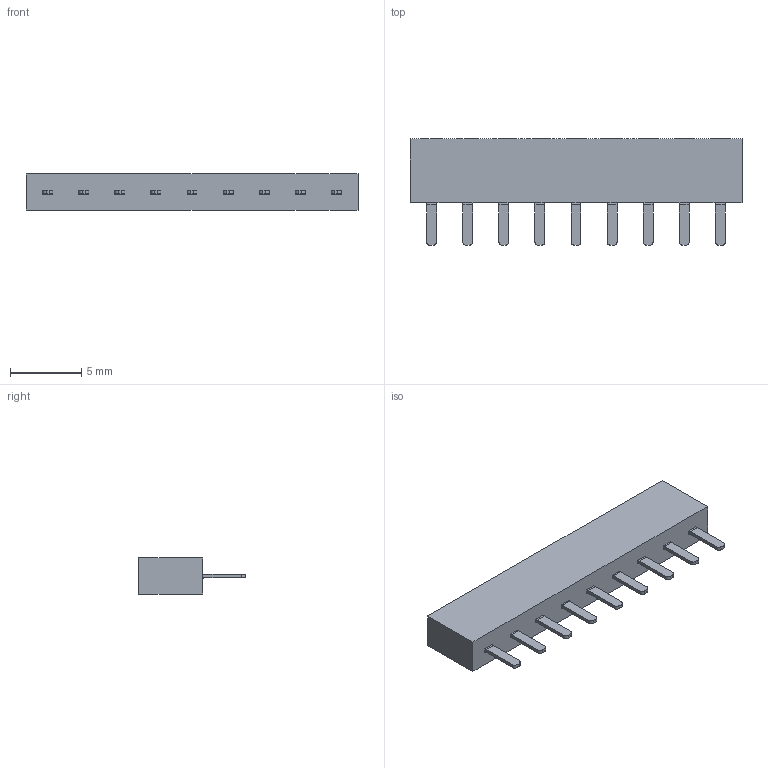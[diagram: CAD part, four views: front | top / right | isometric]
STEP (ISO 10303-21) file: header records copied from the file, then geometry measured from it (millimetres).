
FILE_DESCRIPTION( ('This file contains a STEP AP42 implementation' ,'as created by ZW3D STEP Interface translator.') ,'2;1' );
FILE_NAME( '2145-1XXSXXCUNX1.stp' ,'23 420.11 155', (''), ('ZWCAD Software Co.'), 'Version 1.0', 'ZW3D to STEP translator', '' );
FILE_SCHEMA(('AUTOMOTIVE_DESIGN { 1 0 10303 214 1 1 1 1 }'));
Length unit declared in the file: millimetre
Products named in the file (2): 0; 2145-120SXXCUNX1
Bounding box: 23.36 x 7.5 x 2.54 mm (x, y, z)
Volume: 206.2 mm3; surface area: 786 mm2
Topology: 1 solids, 1 shells, 780 faces, 2311 edges, 1506 vertices
Faces by surface type: plane 537, cylinder 171, bspline 72
Entity records: 35636 total; most frequent: CARTESIAN_POINT 18015, ORIENTED_EDGE 4766, EDGE_CURVE 2311, B_SPLINE_CURVE_WITH_KNOTS 2030, DIRECTION 1735, VERTEX_POINT 1506, EDGE_LOOP 843, FACE_OUTER_BOUND 780
